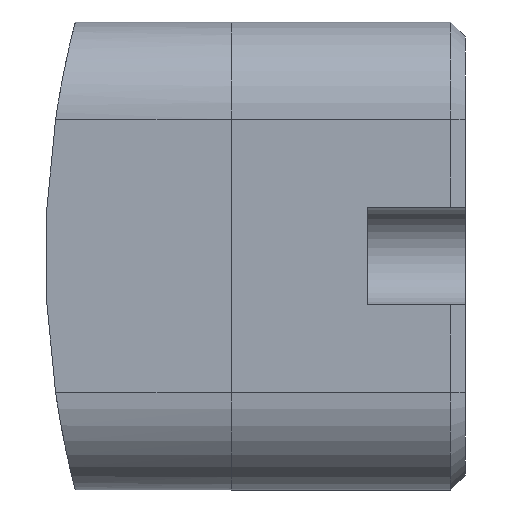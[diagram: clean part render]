
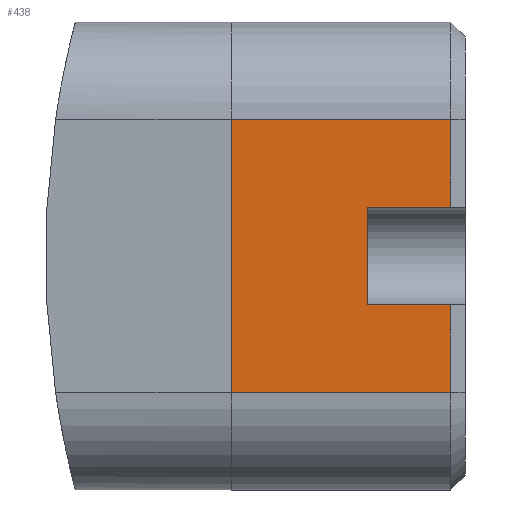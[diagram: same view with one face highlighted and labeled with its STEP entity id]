
A CAD part, left-side view. The second image highlights one B-rep face of the part: STEP entity #438.
In plain terms, the highlighted planar face has unit normal (-1, 0, 0).
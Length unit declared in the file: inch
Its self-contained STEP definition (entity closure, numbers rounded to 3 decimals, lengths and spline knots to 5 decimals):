
#7 = CARTESIAN_POINT ( 'NONE',  ( -0.47244, 0.23622, 0.23622 ) ) ;
#42 = CARTESIAN_POINT ( 'NONE',  ( -0.47244, 0.01496, -0.04921 ) ) ;
#44 = DIRECTION ( 'NONE',  ( 0., -1., 0. ) ) ;
#106 = VERTEX_POINT ( 'NONE', #1196 ) ;
#137 = VECTOR ( 'NONE', #44, 39.37008 ) ;
#228 = CARTESIAN_POINT ( 'NONE',  ( -0.47244, 0.23622, 0.1378 ) ) ;
#237 = ORIENTED_EDGE ( 'NONE', *, *, #2052, .T. ) ;
#242 = CARTESIAN_POINT ( 'NONE',  ( -0.47244, 0.23622, -0.1378 ) ) ;
#253 = VECTOR ( 'NONE', #1247, 39.37008 ) ;
#270 = VERTEX_POINT ( 'NONE', #1327 ) ;
#307 = CARTESIAN_POINT ( 'NONE',  ( -0.47244, 0.09843, -0.04921 ) ) ;
#333 = LINE ( 'NONE', #1719, #1261 ) ;
#438 = ADVANCED_FACE ( 'NONE', ( #1349 ), #474, .F. ) ;
#472 = VERTEX_POINT ( 'NONE', #1017 ) ;
#474 = PLANE ( 'NONE',  #1841 ) ;
#475 = LINE ( 'NONE', #307, #137 ) ;
#511 = LINE ( 'NONE', #1201, #2238 ) ;
#548 = CARTESIAN_POINT ( 'NONE',  ( -0.47244, 0.23622, 0.23622 ) ) ;
#582 = EDGE_CURVE ( 'NONE', #1700, #472, #1769, .T. ) ;
#692 = ORIENTED_EDGE ( 'NONE', *, *, #1572, .F. ) ;
#725 = DIRECTION ( 'NONE',  ( 0., 0., 1. ) ) ;
#784 = LINE ( 'NONE', #242, #2065 ) ;
#836 = EDGE_LOOP ( 'NONE', ( #1980, #1837, #2049, #692, #1331, #1244, #237, #1102 ) ) ;
#845 = DIRECTION ( 'NONE',  ( 0., -1., 0. ) ) ;
#857 = DIRECTION ( 'NONE',  ( 0., 0., -1. ) ) ;
#875 = DIRECTION ( 'NONE',  ( 0., 0., -1. ) ) ;
#958 = VERTEX_POINT ( 'NONE', #1344 ) ;
#959 = LINE ( 'NONE', #228, #1697 ) ;
#1017 = CARTESIAN_POINT ( 'NONE',  ( -0.47244, 0.01496, -0.04921 ) ) ;
#1043 = LINE ( 'NONE', #1926, #1224 ) ;
#1102 = ORIENTED_EDGE ( 'NONE', *, *, #1972, .F. ) ;
#1126 = LINE ( 'NONE', #548, #253 ) ;
#1136 = DIRECTION ( 'NONE',  ( 0., 1., 0. ) ) ;
#1171 = EDGE_CURVE ( 'NONE', #958, #270, #1043, .T. ) ;
#1196 = CARTESIAN_POINT ( 'NONE',  ( -0.47244, 0.23622, 0.1378 ) ) ;
#1201 = CARTESIAN_POINT ( 'NONE',  ( -0.47244, 0.01496, 0.1378 ) ) ;
#1224 = VECTOR ( 'NONE', #845, 39.37008 ) ;
#1231 = VERTEX_POINT ( 'NONE', #1463 ) ;
#1244 = ORIENTED_EDGE ( 'NONE', *, *, #1560, .T. ) ;
#1247 = DIRECTION ( 'NONE',  ( 0., 0., 1. ) ) ;
#1261 = VECTOR ( 'NONE', #857, 39.37008 ) ;
#1286 = CARTESIAN_POINT ( 'NONE',  ( -0.47244, 0.01496, -0.1378 ) ) ;
#1327 = CARTESIAN_POINT ( 'NONE',  ( -0.47244, 0.01496, 0.04921 ) ) ;
#1331 = ORIENTED_EDGE ( 'NONE', *, *, #1171, .T. ) ;
#1344 = CARTESIAN_POINT ( 'NONE',  ( -0.47244, 0.09843, 0.04921 ) ) ;
#1349 = FACE_OUTER_BOUND ( 'NONE', #836, .T. ) ;
#1463 = CARTESIAN_POINT ( 'NONE',  ( -0.47244, 0.23622, -0.1378 ) ) ;
#1483 = DIRECTION ( 'NONE',  ( 0., -1., 0. ) ) ;
#1533 = CARTESIAN_POINT ( 'NONE',  ( -0.47244, 0.01496, 0.1378 ) ) ;
#1560 = EDGE_CURVE ( 'NONE', #270, #1777, #511, .T. ) ;
#1572 = EDGE_CURVE ( 'NONE', #958, #2209, #333, .T. ) ;
#1590 = EDGE_CURVE ( 'NONE', #1231, #1700, #784, .T. ) ;
#1697 = VECTOR ( 'NONE', #1136, 39.37008 ) ;
#1700 = VERTEX_POINT ( 'NONE', #1286 ) ;
#1719 = CARTESIAN_POINT ( 'NONE',  ( -0.47244, 0.09843, 0.04921 ) ) ;
#1731 = DIRECTION ( 'NONE',  ( 0., 0., 1. ) ) ;
#1763 = VECTOR ( 'NONE', #725, 39.37008 ) ;
#1769 = LINE ( 'NONE', #42, #1763 ) ;
#1777 = VERTEX_POINT ( 'NONE', #1533 ) ;
#1837 = ORIENTED_EDGE ( 'NONE', *, *, #582, .T. ) ;
#1841 = AXIS2_PLACEMENT_3D ( 'NONE', #7, #2057, #875 ) ;
#1870 = EDGE_CURVE ( 'NONE', #2209, #472, #475, .T. ) ;
#1926 = CARTESIAN_POINT ( 'NONE',  ( -0.47244, 0.09843, 0.04921 ) ) ;
#1972 = EDGE_CURVE ( 'NONE', #1231, #106, #1126, .T. ) ;
#1980 = ORIENTED_EDGE ( 'NONE', *, *, #1590, .T. ) ;
#2049 = ORIENTED_EDGE ( 'NONE', *, *, #1870, .F. ) ;
#2052 = EDGE_CURVE ( 'NONE', #1777, #106, #959, .T. ) ;
#2057 = DIRECTION ( 'NONE',  ( 1., 0., 0. ) ) ;
#2065 = VECTOR ( 'NONE', #1483, 39.37008 ) ;
#2195 = CARTESIAN_POINT ( 'NONE',  ( -0.47244, 0.09843, -0.04921 ) ) ;
#2209 = VERTEX_POINT ( 'NONE', #2195 ) ;
#2238 = VECTOR ( 'NONE', #1731, 39.37008 ) ;
